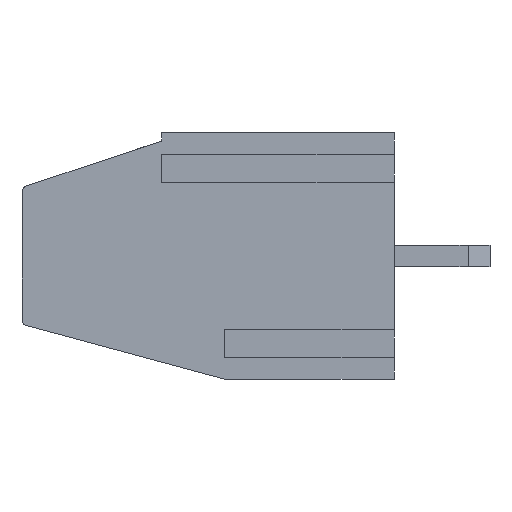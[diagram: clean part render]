
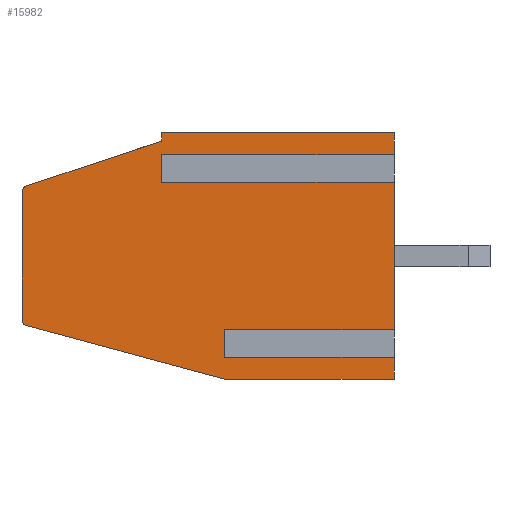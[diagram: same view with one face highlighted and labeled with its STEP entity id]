
A CAD part, left-side view. The second image highlights one B-rep face of the part: STEP entity #15982.
In plain terms, the highlighted planar face has unit normal (-1, 0, 0).
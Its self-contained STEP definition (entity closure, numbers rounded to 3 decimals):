
#30 = EDGE_CURVE ( 'NONE', #27707, #26204, #10094, .T. ) ;
#67 = VERTEX_POINT ( 'NONE', #17108 ) ;
#106 = VECTOR ( 'NONE', #12437, 1000. ) ;
#566 = ORIENTED_EDGE ( 'NONE', *, *, #10783, .T. ) ;
#864 = DIRECTION ( 'NONE',  ( 0., -1., 0. ) ) ;
#872 = LINE ( 'NONE', #10662, #7740 ) ;
#1184 = LINE ( 'NONE', #20866, #20129 ) ;
#1312 = VERTEX_POINT ( 'NONE', #18769 ) ;
#1372 = CARTESIAN_POINT ( 'NONE',  ( 0., 0., 7.407 ) ) ;
#1457 = FACE_OUTER_BOUND ( 'NONE', #10659, .T. ) ;
#1531 = CARTESIAN_POINT ( 'NONE',  ( 0., 8.5, 9. ) ) ;
#1975 = CARTESIAN_POINT ( 'NONE',  ( 0., 8.5, 8.7 ) ) ;
#2169 = EDGE_CURVE ( 'NONE', #14582, #2713, #5790, .T. ) ;
#2358 = VERTEX_POINT ( 'NONE', #26490 ) ;
#2713 = VERTEX_POINT ( 'NONE', #1372 ) ;
#2954 = DIRECTION ( 'NONE',  ( 0., -0.949, 0.316 ) ) ;
#3708 = ORIENTED_EDGE ( 'NONE', *, *, #4375, .F. ) ;
#4102 = LINE ( 'NONE', #29572, #106 ) ;
#4199 = CARTESIAN_POINT ( 'NONE',  ( 0., 6.2, 1.007 ) ) ;
#4375 = EDGE_CURVE ( 'NONE', #7517, #27704, #23814, .T. ) ;
#4492 = EDGE_CURVE ( 'NONE', #16646, #7055, #872, .T. ) ;
#4646 = DIRECTION ( 'NONE',  ( 0., -1., 0. ) ) ;
#4771 = VECTOR ( 'NONE', #2954, 1000. ) ;
#4971 = VERTEX_POINT ( 'NONE', #10231 ) ;
#5133 = CARTESIAN_POINT ( 'NONE',  ( 0., 13.4, 2.153 ) ) ;
#5790 = LINE ( 'NONE', #25520, #31721 ) ;
#6116 = DIRECTION ( 'NONE',  ( 0., -1., 0. ) ) ;
#6308 = VECTOR ( 'NONE', #4646, 1000. ) ;
#6829 = CARTESIAN_POINT ( 'NONE',  ( 0., 13.6, 9. ) ) ;
#7055 = VERTEX_POINT ( 'NONE', #18070 ) ;
#7517 = VERTEX_POINT ( 'NONE', #1531 ) ;
#7537 = LINE ( 'NONE', #22244, #12186 ) ;
#7652 = ORIENTED_EDGE ( 'NONE', *, *, #2169, .F. ) ;
#7712 = DIRECTION ( 'NONE',  ( 0., -1., 0. ) ) ;
#7740 = VECTOR ( 'NONE', #20246, 1000. ) ;
#7746 = VERTEX_POINT ( 'NONE', #4199 ) ;
#7905 = CARTESIAN_POINT ( 'NONE',  ( 0., 13.4, 6.856 ) ) ;
#7974 = CARTESIAN_POINT ( 'NONE',  ( 0., 6.2, 1.007 ) ) ;
#8002 = ORIENTED_EDGE ( 'NONE', *, *, #16406, .F. ) ;
#8062 = DIRECTION ( 'NONE',  ( -1., 0., 0. ) ) ;
#8163 = ORIENTED_EDGE ( 'NONE', *, *, #18283, .T. ) ;
#8207 = ORIENTED_EDGE ( 'NONE', *, *, #4492, .F. ) ;
#8409 = LINE ( 'NONE', #22968, #17545 ) ;
#9502 = DIRECTION ( 'NONE',  ( 0., 0., -1. ) ) ;
#9962 = LINE ( 'NONE', #29517, #12229 ) ;
#10054 = ORIENTED_EDGE ( 'NONE', *, *, #31074, .F. ) ;
#10078 = VECTOR ( 'NONE', #7712, 1000. ) ;
#10094 = CIRCLE ( 'NONE', #23029, 0.2 ) ;
#10212 = EDGE_CURVE ( 'NONE', #7746, #31920, #26777, .T. ) ;
#10231 = CARTESIAN_POINT ( 'NONE',  ( 0., 8.5, 7.993 ) ) ;
#10375 = VERTEX_POINT ( 'NONE', #22402 ) ;
#10545 = ORIENTED_EDGE ( 'NONE', *, *, #19713, .T. ) ;
#10659 = EDGE_LOOP ( 'NONE', ( #12761, #8163, #15481, #20622, #10054, #8207, #13486, #10545, #25730, #566, #26305, #23757, #7652, #23491, #26654, #25259, #3708, #8002 ) ) ;
#10662 = CARTESIAN_POINT ( 'NONE',  ( 0., 6.2, 0. ) ) ;
#10783 = EDGE_CURVE ( 'NONE', #7746, #29827, #27708, .T. ) ;
#10887 = CARTESIAN_POINT ( 'NONE',  ( 0., 13.6, 6.856 ) ) ;
#12186 = VECTOR ( 'NONE', #12866, 1000. ) ;
#12229 = VECTOR ( 'NONE', #12564, 1000. ) ;
#12363 = EDGE_CURVE ( 'NONE', #10375, #27704, #4102, .T. ) ;
#12437 = DIRECTION ( 'NONE',  ( 0., 0., 1. ) ) ;
#12564 = DIRECTION ( 'NONE',  ( 0., 0.965, 0.261 ) ) ;
#12664 = DIRECTION ( 'NONE',  ( 0., 0., 1. ) ) ;
#12761 = ORIENTED_EDGE ( 'NONE', *, *, #19948, .F. ) ;
#12866 = DIRECTION ( 'NONE',  ( 0., -1., 0. ) ) ;
#13368 = VERTEX_POINT ( 'NONE', #1975 ) ;
#13383 = DIRECTION ( 'NONE',  ( 0., 0., -1. ) ) ;
#13405 = LINE ( 'NONE', #25068, #4771 ) ;
#13486 = ORIENTED_EDGE ( 'NONE', *, *, #29582, .T. ) ;
#13841 = DIRECTION ( 'NONE',  ( 1., 0., 0. ) ) ;
#14291 = AXIS2_PLACEMENT_3D ( 'NONE', #23709, #13841, #16588 ) ;
#14394 = VECTOR ( 'NONE', #16704, 1000. ) ;
#14582 = VERTEX_POINT ( 'NONE', #29569 ) ;
#14597 = CARTESIAN_POINT ( 'NONE',  ( 0., 6.2, 1.593 ) ) ;
#15317 = CARTESIAN_POINT ( 'NONE',  ( 0., 0., 9. ) ) ;
#15481 = ORIENTED_EDGE ( 'NONE', *, *, #18788, .F. ) ;
#15626 = CARTESIAN_POINT ( 'NONE',  ( 0., 0., 9. ) ) ;
#15786 = LINE ( 'NONE', #15317, #30467 ) ;
#15982 = ADVANCED_FACE ( 'NONE', ( #1457 ), #28852, .F. ) ;
#16026 = CARTESIAN_POINT ( 'NONE',  ( 0., 13.452, 1.96 ) ) ;
#16074 = DIRECTION ( 'NONE',  ( 0., 0., 1. ) ) ;
#16375 = EDGE_CURVE ( 'NONE', #4971, #10375, #8409, .T. ) ;
#16406 = EDGE_CURVE ( 'NONE', #13368, #7517, #1184, .T. ) ;
#16588 = DIRECTION ( 'NONE',  ( 0., 0., -1. ) ) ;
#16646 = VERTEX_POINT ( 'NONE', #27289 ) ;
#16704 = DIRECTION ( 'NONE',  ( 0., -1., 0. ) ) ;
#17108 = CARTESIAN_POINT ( 'NONE',  ( 0., 0., 1.593 ) ) ;
#17541 = CARTESIAN_POINT ( 'NONE',  ( 0., 13.6, 0. ) ) ;
#17545 = VECTOR ( 'NONE', #864, 1000. ) ;
#17606 = LINE ( 'NONE', #31923, #30968 ) ;
#17770 = EDGE_CURVE ( 'NONE', #67, #2713, #15786, .T. ) ;
#18068 = DIRECTION ( 'NONE',  ( 0., 0., -1. ) ) ;
#18070 = CARTESIAN_POINT ( 'NONE',  ( 0., 6.2, 0. ) ) ;
#18283 = EDGE_CURVE ( 'NONE', #1312, #21622, #19693, .T. ) ;
#18769 = CARTESIAN_POINT ( 'NONE',  ( 0., 13.463, 7.046 ) ) ;
#18788 = EDGE_CURVE ( 'NONE', #27707, #21622, #17606, .T. ) ;
#19638 = VECTOR ( 'NONE', #12664, 1000. ) ;
#19693 = CIRCLE ( 'NONE', #24342, 0.2 ) ;
#19713 = EDGE_CURVE ( 'NONE', #2358, #31920, #26572, .T. ) ;
#19948 = EDGE_CURVE ( 'NONE', #1312, #13368, #13405, .T. ) ;
#20129 = VECTOR ( 'NONE', #30686, 1000. ) ;
#20246 = DIRECTION ( 'NONE',  ( 0., 0., 1. ) ) ;
#20344 = LINE ( 'NONE', #30145, #26633 ) ;
#20622 = ORIENTED_EDGE ( 'NONE', *, *, #30, .T. ) ;
#20758 = VECTOR ( 'NONE', #16074, 1000. ) ;
#20866 = CARTESIAN_POINT ( 'NONE',  ( 0., 8.5, 8.7 ) ) ;
#21622 = VERTEX_POINT ( 'NONE', #10887 ) ;
#21804 = DIRECTION ( 'NONE',  ( 0., 0., 1. ) ) ;
#22244 = CARTESIAN_POINT ( 'NONE',  ( 0., 6.2, 1.593 ) ) ;
#22402 = CARTESIAN_POINT ( 'NONE',  ( 0., 0., 7.993 ) ) ;
#22968 = CARTESIAN_POINT ( 'NONE',  ( 0., 8.5, 7.993 ) ) ;
#23029 = AXIS2_PLACEMENT_3D ( 'NONE', #5133, #31612, #9502 ) ;
#23491 = ORIENTED_EDGE ( 'NONE', *, *, #29739, .F. ) ;
#23709 = CARTESIAN_POINT ( 'NONE',  ( 0., 13.6, 9. ) ) ;
#23757 = ORIENTED_EDGE ( 'NONE', *, *, #17770, .T. ) ;
#23814 = LINE ( 'NONE', #6829, #14394 ) ;
#23886 = CARTESIAN_POINT ( 'NONE',  ( 0., 6.2, 1.007 ) ) ;
#24159 = CARTESIAN_POINT ( 'NONE',  ( 0., 0., 9. ) ) ;
#24342 = AXIS2_PLACEMENT_3D ( 'NONE', #7905, #8062, #13383 ) ;
#25002 = DIRECTION ( 'NONE',  ( 0., 0., 1. ) ) ;
#25068 = CARTESIAN_POINT ( 'NONE',  ( 0., 13.6, 7. ) ) ;
#25259 = ORIENTED_EDGE ( 'NONE', *, *, #12363, .T. ) ;
#25520 = CARTESIAN_POINT ( 'NONE',  ( 0., 8.5, 7.407 ) ) ;
#25730 = ORIENTED_EDGE ( 'NONE', *, *, #10212, .F. ) ;
#26204 = VERTEX_POINT ( 'NONE', #16026 ) ;
#26305 = ORIENTED_EDGE ( 'NONE', *, *, #30164, .T. ) ;
#26490 = CARTESIAN_POINT ( 'NONE',  ( 0., 0., 0. ) ) ;
#26572 = LINE ( 'NONE', #24159, #20758 ) ;
#26633 = VECTOR ( 'NONE', #18068, 1000. ) ;
#26654 = ORIENTED_EDGE ( 'NONE', *, *, #16375, .T. ) ;
#26777 = LINE ( 'NONE', #23886, #6308 ) ;
#27289 = CARTESIAN_POINT ( 'NONE',  ( 0., 6.2, 0. ) ) ;
#27426 = CARTESIAN_POINT ( 'NONE',  ( 0., 13.6, 2.153 ) ) ;
#27704 = VERTEX_POINT ( 'NONE', #15626 ) ;
#27707 = VERTEX_POINT ( 'NONE', #27426 ) ;
#27708 = LINE ( 'NONE', #7974, #19638 ) ;
#28579 = CARTESIAN_POINT ( 'NONE',  ( 0., 0., 1.007 ) ) ;
#28852 = PLANE ( 'NONE',  #14291 ) ;
#29517 = CARTESIAN_POINT ( 'NONE',  ( 0., 13.6, 2. ) ) ;
#29569 = CARTESIAN_POINT ( 'NONE',  ( 0., 8.5, 7.407 ) ) ;
#29572 = CARTESIAN_POINT ( 'NONE',  ( 0., 0., 9. ) ) ;
#29582 = EDGE_CURVE ( 'NONE', #16646, #2358, #29792, .T. ) ;
#29739 = EDGE_CURVE ( 'NONE', #4971, #14582, #20344, .T. ) ;
#29792 = LINE ( 'NONE', #17541, #10078 ) ;
#29827 = VERTEX_POINT ( 'NONE', #14597 ) ;
#30145 = CARTESIAN_POINT ( 'NONE',  ( 0., 8.5, 7.993 ) ) ;
#30164 = EDGE_CURVE ( 'NONE', #29827, #67, #7537, .T. ) ;
#30467 = VECTOR ( 'NONE', #25002, 1000. ) ;
#30686 = DIRECTION ( 'NONE',  ( 0., 0., 1. ) ) ;
#30968 = VECTOR ( 'NONE', #21804, 1000. ) ;
#31074 = EDGE_CURVE ( 'NONE', #7055, #26204, #9962, .T. ) ;
#31612 = DIRECTION ( 'NONE',  ( -1., 0., 0. ) ) ;
#31721 = VECTOR ( 'NONE', #6116, 1000. ) ;
#31920 = VERTEX_POINT ( 'NONE', #28579 ) ;
#31923 = CARTESIAN_POINT ( 'NONE',  ( 0., 13.6, 9. ) ) ;
